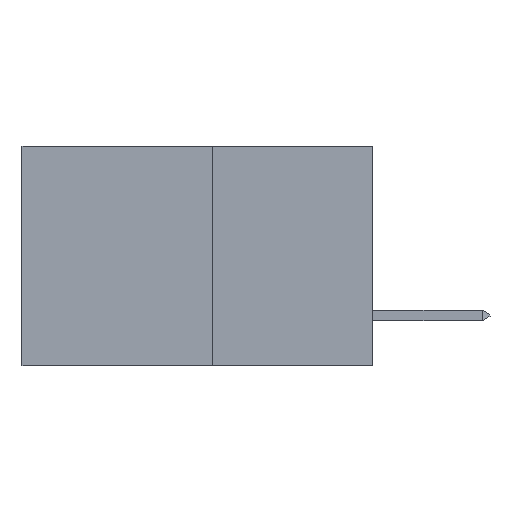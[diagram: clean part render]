
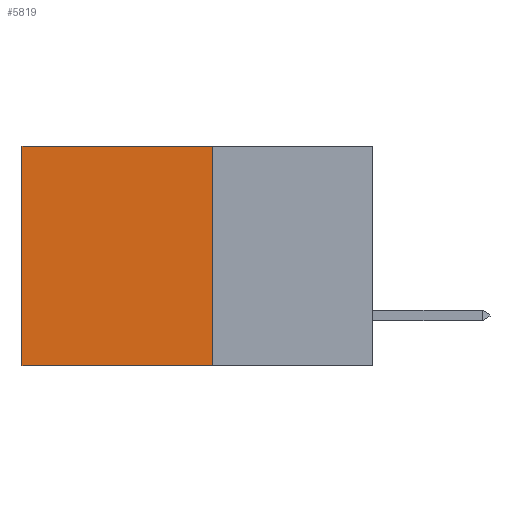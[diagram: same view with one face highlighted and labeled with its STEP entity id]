
A CAD part, left-side view. The second image highlights one B-rep face of the part: STEP entity #5819.
In plain terms, the highlighted planar face has unit normal (-1, 0, 0).
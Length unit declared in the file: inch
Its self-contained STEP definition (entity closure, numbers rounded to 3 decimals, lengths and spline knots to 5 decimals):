
#66 = ORIENTED_EDGE ( 'NONE', *, *, #9972, .F. ) ;
#296 = VERTEX_POINT ( 'NONE', #8406 ) ;
#766 = VECTOR ( 'NONE', #9702, 39.37008 ) ;
#1897 = EDGE_CURVE ( 'NONE', #8233, #7525, #5529, .T. ) ;
#1929 = CARTESIAN_POINT ( 'NONE',  ( 0.277, 0.27, -0.37 ) ) ;
#2021 = PLANE ( 'NONE',  #8604 ) ;
#2048 = DIRECTION ( 'NONE',  ( 0., 0., -1. ) ) ;
#2542 = DIRECTION ( 'NONE',  ( 1., 0., 0. ) ) ;
#2926 = VERTEX_POINT ( 'NONE', #9636 ) ;
#3477 = VECTOR ( 'NONE', #7375, 39.37008 ) ;
#3638 = EDGE_CURVE ( 'NONE', #296, #2926, #7804, .T. ) ;
#5089 = CARTESIAN_POINT ( 'NONE',  ( 0.277, 0.59, -0.37 ) ) ;
#5151 = EDGE_CURVE ( 'NONE', #296, #8233, #8356, .T. ) ;
#5529 = LINE ( 'NONE', #7019, #7612 ) ;
#5609 = ORIENTED_EDGE ( 'NONE', *, *, #5151, .T. ) ;
#5819 = ADVANCED_FACE ( 'NONE', ( #8821 ), #2021, .F. ) ;
#5945 = VECTOR ( 'NONE', #7370, 39.37008 ) ;
#6813 = LINE ( 'NONE', #8980, #766 ) ;
#6896 = DIRECTION ( 'NONE',  ( 0., 0., -1. ) ) ;
#7019 = CARTESIAN_POINT ( 'NONE',  ( 0.277, 0.59, -0.37 ) ) ;
#7200 = ORIENTED_EDGE ( 'NONE', *, *, #3638, .F. ) ;
#7370 = DIRECTION ( 'NONE',  ( 0., 0., -1. ) ) ;
#7375 = DIRECTION ( 'NONE',  ( 0., 1., 0. ) ) ;
#7442 = CARTESIAN_POINT ( 'NONE',  ( 0.277, 0.27, 0. ) ) ;
#7525 = VERTEX_POINT ( 'NONE', #5089 ) ;
#7547 = CARTESIAN_POINT ( 'NONE',  ( 0.277, 0.59, 0. ) ) ;
#7612 = VECTOR ( 'NONE', #6896, 39.37008 ) ;
#7723 = EDGE_LOOP ( 'NONE', ( #8192, #66, #7200, #5609 ) ) ;
#7804 = LINE ( 'NONE', #9249, #5945 ) ;
#8192 = ORIENTED_EDGE ( 'NONE', *, *, #1897, .T. ) ;
#8233 = VERTEX_POINT ( 'NONE', #7547 ) ;
#8356 = LINE ( 'NONE', #7442, #3477 ) ;
#8406 = CARTESIAN_POINT ( 'NONE',  ( 0.277, 0.27, 0. ) ) ;
#8604 = AXIS2_PLACEMENT_3D ( 'NONE', #1929, #2542, #2048 ) ;
#8821 = FACE_OUTER_BOUND ( 'NONE', #7723, .T. ) ;
#8980 = CARTESIAN_POINT ( 'NONE',  ( 0.277, 0.27, -0.37 ) ) ;
#9249 = CARTESIAN_POINT ( 'NONE',  ( 0.277, 0.27, -0.37 ) ) ;
#9636 = CARTESIAN_POINT ( 'NONE',  ( 0.277, 0.27, -0.37 ) ) ;
#9702 = DIRECTION ( 'NONE',  ( 0., 1., 0. ) ) ;
#9972 = EDGE_CURVE ( 'NONE', #2926, #7525, #6813, .T. ) ;
